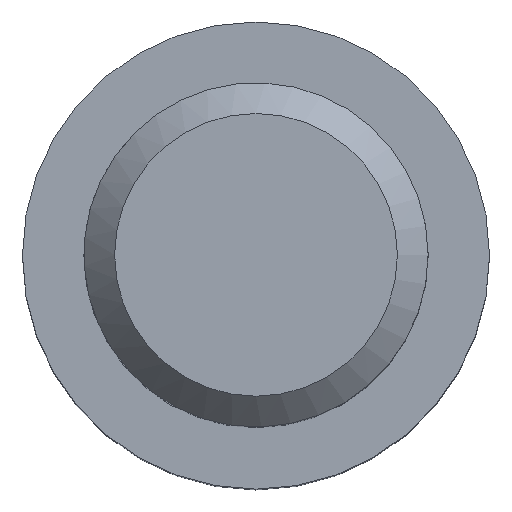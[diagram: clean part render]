
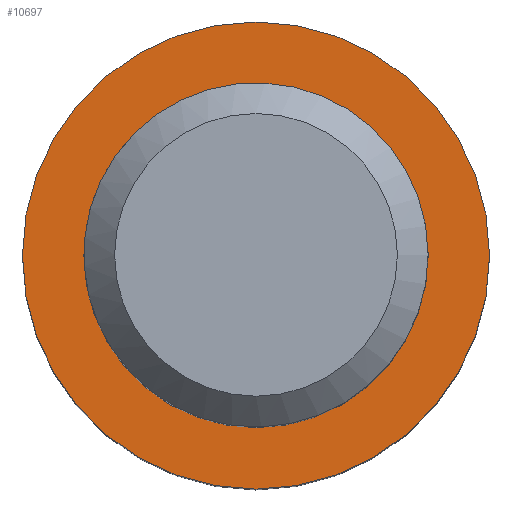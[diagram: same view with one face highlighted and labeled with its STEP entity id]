
A CAD part, top view. The second image highlights one B-rep face of the part: STEP entity #10697.
In plain terms, the highlighted planar face has unit normal (0, 0, 1).
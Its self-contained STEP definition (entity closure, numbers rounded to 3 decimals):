
#802 = DIRECTION ( 'NONE',  ( 0., 0., 1. ) ) ;
#832 = FACE_OUTER_BOUND ( 'NONE', #1489, .T. ) ;
#1153 = ORIENTED_EDGE ( 'NONE', *, *, #12282, .T. ) ;
#1489 = EDGE_LOOP ( 'NONE', ( #1153 ) ) ;
#1738 = CARTESIAN_POINT ( 'NONE',  ( 0., 0., 8. ) ) ;
#1829 = ORIENTED_EDGE ( 'NONE', *, *, #2938, .F. ) ;
#2612 = DIRECTION ( 'NONE',  ( 0., 0., 1. ) ) ;
#2900 = CARTESIAN_POINT ( 'NONE',  ( 2.8, 0., 8. ) ) ;
#2918 = AXIS2_PLACEMENT_3D ( 'NONE', #7880, #802, #6840 ) ;
#2938 = EDGE_CURVE ( 'NONE', #5164, #5164, #8948, .T. ) ;
#3828 = CARTESIAN_POINT ( 'NONE',  ( 3.8, 0., 8. ) ) ;
#3869 = DIRECTION ( 'NONE',  ( 1., 0., 0. ) ) ;
#3924 = AXIS2_PLACEMENT_3D ( 'NONE', #1738, #2612, #10737 ) ;
#4226 = CIRCLE ( 'NONE', #2918, 3.8 ) ;
#4485 = AXIS2_PLACEMENT_3D ( 'NONE', #9772, #10762, #3869 ) ;
#5164 = VERTEX_POINT ( 'NONE', #2900 ) ;
#6001 = EDGE_LOOP ( 'NONE', ( #1829 ) ) ;
#6840 = DIRECTION ( 'NONE',  ( 1., 0., 0. ) ) ;
#7705 = PLANE ( 'NONE',  #3924 ) ;
#7880 = CARTESIAN_POINT ( 'NONE',  ( 0., 0., 8. ) ) ;
#8948 = CIRCLE ( 'NONE', #4485, 2.8 ) ;
#9209 = VERTEX_POINT ( 'NONE', #3828 ) ;
#9562 = FACE_BOUND ( 'NONE', #6001, .T. ) ;
#9772 = CARTESIAN_POINT ( 'NONE',  ( 0., 0., 8. ) ) ;
#10697 = ADVANCED_FACE ( 'NONE', ( #832, #9562 ), #7705, .T. ) ;
#10737 = DIRECTION ( 'NONE',  ( 1., 0., 0. ) ) ;
#10762 = DIRECTION ( 'NONE',  ( 0., 0., 1. ) ) ;
#12282 = EDGE_CURVE ( 'NONE', #9209, #9209, #4226, .T. ) ;
